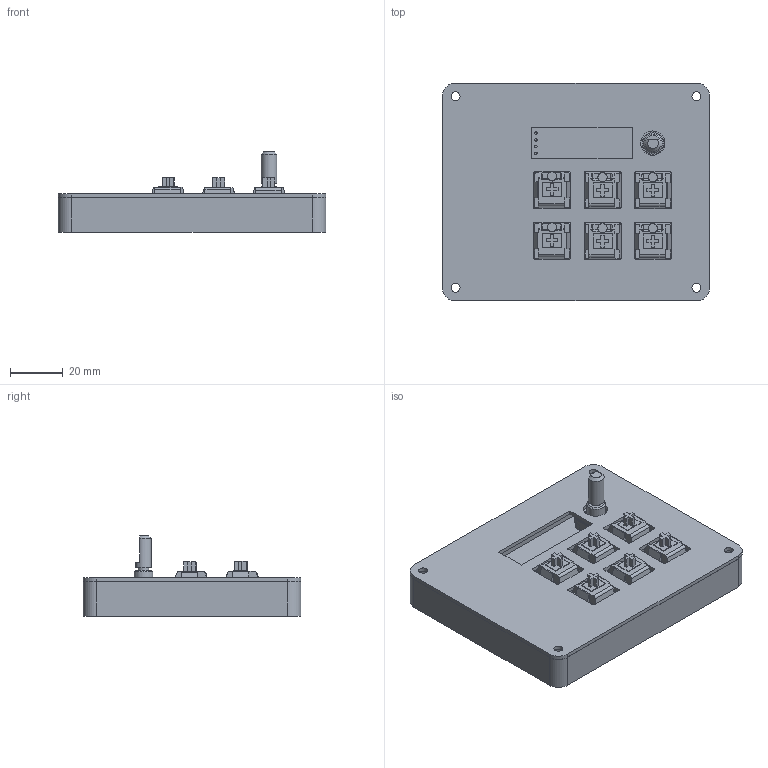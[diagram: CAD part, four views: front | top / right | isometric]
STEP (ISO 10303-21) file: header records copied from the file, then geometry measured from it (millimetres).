
FILE_DESCRIPTION(/* description */ ('STEP AP242','CAx-IF Rec.Pracs.---Representation and Presentation of Product Manufacturing Information (PMI)---4.0---2014-10-13','CAx-IF Rec.Pracs.---3D Tessellated Geometry---0.4---2014-09-14','2;1'),/* implementation_level */ '2;1');
FILE_NAME(/* name */ '67b76e937385e936a24553d8',/* time_stamp */ '2025-02-20T18:04:05Z',/* author */ (''),/* organization */ (''),/* preprocessor_version */ 'ST-DEVELOPER v20',/* originating_system */ 'ONSHAPE BY PTC INC, 1.193',/* authorisation */ ' ');
FILE_SCHEMA (('AP242_MANAGED_MODEL_BASED_3D_ENGINEERING_MIM_LF { 1 0 10303 442 1 1 4 }'));
Length unit declared in the file: metre
Products named in the file (73): Assembly 1; LED; Component1; Tiny stuff; Left; COMPOUND; Component2; Right; Part 1; Programmer port or something; Seeed Studio XIAO RP2040; Power probably; USB-C bits; C30C-Board
Assembly tree (112 placements, depth 2):
  Assembly 1
    LED
    Component1  x6
    Tiny stuff
    Component1  x6
    Left
    COMPOUND
    Component2  x6
    Component1  x6
    Component1  x6
    Tiny stuff
    Right
    Component1  x6
    Component1  x6
    Component1  x6
    Right
    Part 1
    Left
    COMPOUND
    Programmer port or something
    COMPOUND
    Programmer port or something
    COMPOUND
    COMPOUND
    LED
    Seeed Studio XIAO RP2040
    LED
    Left
    Power probably
    Tiny stuff
    COMPOUND
    Power probably
    COMPOUND
    Part 1
    Right
    Right
    COMPOUND
    Seeed Studio XIAO RP2040
    Programmer port or something
    Tiny stuff
    USB-C bits
    COMPOUND
    COMPOUND
    Tiny stuff
    USB-C bits
    COMPOUND
    COMPOUND
    USB-C bits
    C30C-Board
    Tiny stuff
    USB-C bits
    Tiny stuff
    Tiny stuff
    COMPOUND
    Tiny stuff
    Right
    COMPOUND
    Right
    Left
    COMPOUND
Bounding box: 101.01 x 82.25 x 30.35 mm (x, y, z)
Volume: 84211.9 mm3; surface area: 63723.1 mm2
Topology: 112 solids, 112 shells, 2255 faces, 5864 edges, 3874 vertices
Faces by surface type: plane 1571, cylinder 530, bspline 121, cone 20, sphere 12, torus 1
Full cylindrical faces by diameter (mm): 0.203 x98, 0.529 x2, 0.572 x8, 0.6 x2, 0.75 x13, 0.914 x12, 0.95 x4, 1 x3, 1.1 x2, 1.199 x14, 1.3 x5, 1.6 x12, 1.702 x12, 1.81 x2, 3.4 x4, 3.85 x6, 3.988 x6, 4 x1, 6 x5, 7 x1, 9.2 x1
Entity records: 58057 total; most frequent: CARTESIAN_POINT 10612, ORIENTED_EDGE 8106, DIRECTION 7899, EDGE_CURVE 4053, LINE 2915, VECTOR 2915, VERTEX_POINT 2821, AXIS2_PLACEMENT_3D 2492
